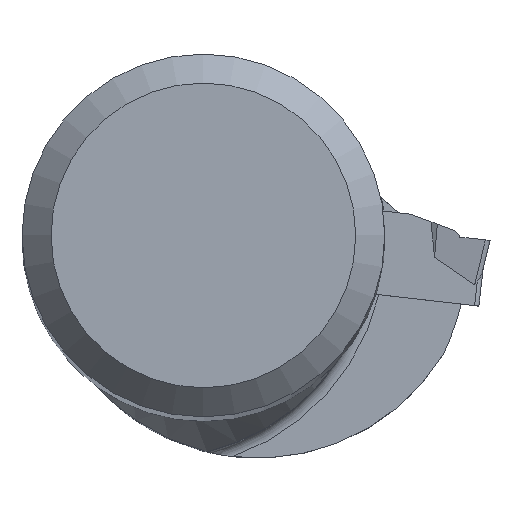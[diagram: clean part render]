
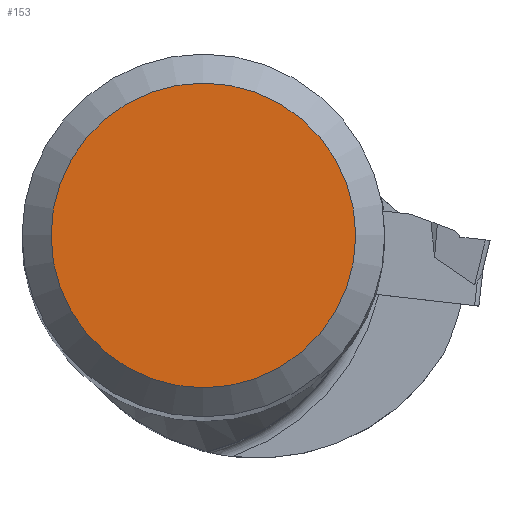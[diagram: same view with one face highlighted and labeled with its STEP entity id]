
A CAD part, top view. The second image highlights one B-rep face of the part: STEP entity #153.
In plain terms, the highlighted planar face has unit normal (0, 0, 1).
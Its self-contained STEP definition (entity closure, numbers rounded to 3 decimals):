
#153=ADVANCED_FACE('',(#245),#207,.F.);
#207=PLANE('',#1320);
#245=FACE_OUTER_BOUND('',#307,.T.);
#307=EDGE_LOOP('',(#638));
#372=CIRCLE('',#1319,10.5);
#638=ORIENTED_EDGE('',*,*,#1062,.T.);
#932=VERTEX_POINT('',#1869);
#1062=EDGE_CURVE('',#932,#932,#372,.T.);
#1319=AXIS2_PLACEMENT_3D('',#1868,#1468,#1469);
#1320=AXIS2_PLACEMENT_3D('',#1870,#1470,#1471);
#1468=DIRECTION('',(0.,0.,1.));
#1469=DIRECTION('',(0.,1.,0.));
#1470=DIRECTION('',(0.,0.,-1.));
#1471=DIRECTION('',(0.,1.,0.));
#1868=CARTESIAN_POINT('',(0.,0.,0.));
#1869=CARTESIAN_POINT('',(0.,10.5,0.));
#1870=CARTESIAN_POINT('',(0.,0.,0.));
